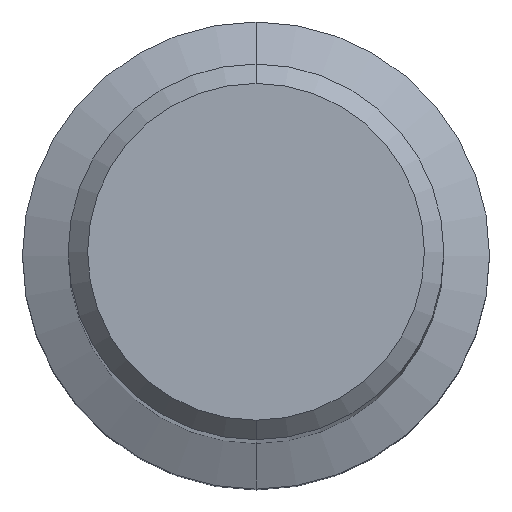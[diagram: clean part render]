
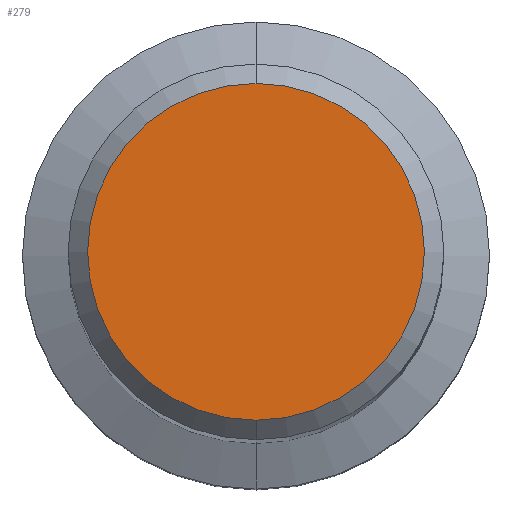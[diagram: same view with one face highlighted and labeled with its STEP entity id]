
A CAD part, top view. The second image highlights one B-rep face of the part: STEP entity #279.
In plain terms, the highlighted planar face has unit normal (0, 0, 1).
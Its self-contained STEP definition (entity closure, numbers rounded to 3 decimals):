
#237=EDGE_CURVE('',#243,#407,#595,.T.);
#243=VERTEX_POINT('',#603);
#279=ADVANCED_FACE('',(#642),#643,.T.);
#407=VERTEX_POINT('',#784);
#533=EDGE_CURVE('',#407,#243,#925,.T.);
#595=CIRCLE('',#1051,8.65);
#603=CARTESIAN_POINT('',(0.,-8.65,0.0));
#642=FACE_OUTER_BOUND('',#1155,.T.);
#643=PLANE('',#1156);
#784=CARTESIAN_POINT('',(0.0,8.65,0.0));
#925=CIRCLE('',#1703,8.65);
#1051=AXIS2_PLACEMENT_3D('',#1750,#1751,#1752);
#1155=EDGE_LOOP('',(#1802,#1803));
#1156=AXIS2_PLACEMENT_3D('',#1804,#1805,#1806);
#1703=AXIS2_PLACEMENT_3D('',#2136,#2137,#2138);
#1750=CARTESIAN_POINT('',(0.0,0.0,0.0));
#1751=DIRECTION('',(0.0,0.0,-1.0));
#1752=DIRECTION('',(0.0,1.0,0.0));
#1802=ORIENTED_EDGE('',*,*,#533,.F.);
#1803=ORIENTED_EDGE('',*,*,#237,.F.);
#1804=CARTESIAN_POINT('',(0.0,4.325,0.0));
#1805=DIRECTION('',(-0.0,0.0,1.0));
#1806=DIRECTION('',(0.0,-1.0,0.0));
#2136=CARTESIAN_POINT('',(0.0,0.0,0.0));
#2137=DIRECTION('',(0.0,0.0,-1.0));
#2138=DIRECTION('',(0.0,1.0,0.0));
